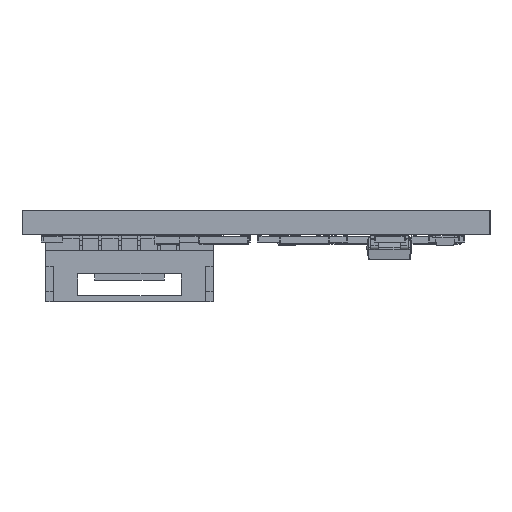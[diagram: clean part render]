
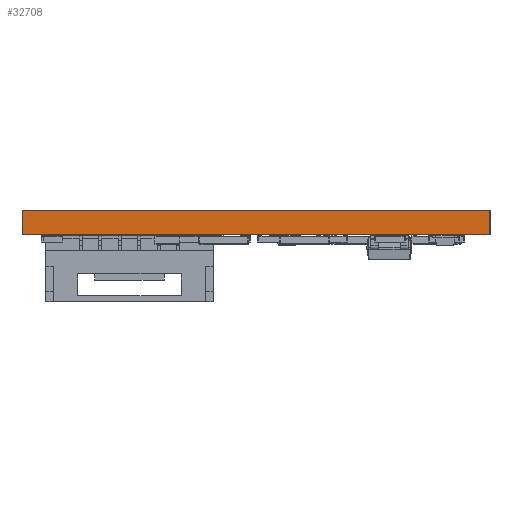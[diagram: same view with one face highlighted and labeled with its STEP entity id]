
A CAD part, left-side view. The second image highlights one B-rep face of the part: STEP entity #32708.
In plain terms, the highlighted planar face has unit normal (-1, 0, 0).
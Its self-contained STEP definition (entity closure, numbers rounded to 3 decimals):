
#32708 = ADVANCED_FACE('',(#32709),#32723,.T.);
#32709 = FACE_BOUND('',#32710,.T.);
#32710 = EDGE_LOOP('',(#32711,#32746,#32774,#32802));
#32711 = ORIENTED_EDGE('',*,*,#32712,.T.);
#32712 = EDGE_CURVE('',#32713,#32715,#32717,.T.);
#32713 = VERTEX_POINT('',#32714);
#32714 = CARTESIAN_POINT('',(0.,-0.,0.));
#32715 = VERTEX_POINT('',#32716);
#32716 = CARTESIAN_POINT('',(0.,0.,1.6));
#32717 = SURFACE_CURVE('',#32718,(#32722,#32734),.PCURVE_S1.);
#32718 = LINE('',#32719,#32720);
#32719 = CARTESIAN_POINT('',(0.,-0.,0.));
#32720 = VECTOR('',#32721,1.);
#32721 = DIRECTION('',(0.,0.,1.));
#32722 = PCURVE('',#32723,#32728);
#32723 = PLANE('',#32724);
#32724 = AXIS2_PLACEMENT_3D('',#32725,#32726,#32727);
#32725 = CARTESIAN_POINT('',(0.,0.,0.));
#32726 = DIRECTION('',(-1.,0.,0.));
#32727 = DIRECTION('',(0.,1.,0.));
#32728 = DEFINITIONAL_REPRESENTATION('',(#32729),#32733);
#32729 = LINE('',#32730,#32731);
#32730 = CARTESIAN_POINT('',(0.,0.));
#32731 = VECTOR('',#32732,1.);
#32732 = DIRECTION('',(0.,-1.));
#32733 = ( GEOMETRIC_REPRESENTATION_CONTEXT(2) 
PARAMETRIC_REPRESENTATION_CONTEXT() REPRESENTATION_CONTEXT('2D SPACE',''
  ) );
#32734 = PCURVE('',#32735,#32740);
#32735 = PLANE('',#32736);
#32736 = AXIS2_PLACEMENT_3D('',#32737,#32738,#32739);
#32737 = CARTESIAN_POINT('',(45.,0.,0.));
#32738 = DIRECTION('',(0.,-1.,0.));
#32739 = DIRECTION('',(-1.,0.,0.));
#32740 = DEFINITIONAL_REPRESENTATION('',(#32741),#32745);
#32741 = LINE('',#32742,#32743);
#32742 = CARTESIAN_POINT('',(45.,0.));
#32743 = VECTOR('',#32744,1.);
#32744 = DIRECTION('',(0.,-1.));
#32745 = ( GEOMETRIC_REPRESENTATION_CONTEXT(2) 
PARAMETRIC_REPRESENTATION_CONTEXT() REPRESENTATION_CONTEXT('2D SPACE',''
  ) );
#32746 = ORIENTED_EDGE('',*,*,#32747,.T.);
#32747 = EDGE_CURVE('',#32715,#32748,#32750,.T.);
#32748 = VERTEX_POINT('',#32749);
#32749 = CARTESIAN_POINT('',(0.,30.,1.6));
#32750 = SURFACE_CURVE('',#32751,(#32755,#32762),.PCURVE_S1.);
#32751 = LINE('',#32752,#32753);
#32752 = CARTESIAN_POINT('',(0.,0.,1.6));
#32753 = VECTOR('',#32754,1.);
#32754 = DIRECTION('',(0.,1.,0.));
#32755 = PCURVE('',#32723,#32756);
#32756 = DEFINITIONAL_REPRESENTATION('',(#32757),#32761);
#32757 = LINE('',#32758,#32759);
#32758 = CARTESIAN_POINT('',(0.,-1.6));
#32759 = VECTOR('',#32760,1.);
#32760 = DIRECTION('',(1.,0.));
#32761 = ( GEOMETRIC_REPRESENTATION_CONTEXT(2) 
PARAMETRIC_REPRESENTATION_CONTEXT() REPRESENTATION_CONTEXT('2D SPACE',''
  ) );
#32762 = PCURVE('',#32763,#32768);
#32763 = PLANE('',#32764);
#32764 = AXIS2_PLACEMENT_3D('',#32765,#32766,#32767);
#32765 = CARTESIAN_POINT('',(22.5,15.,1.6));
#32766 = DIRECTION('',(-0.,-0.,-1.));
#32767 = DIRECTION('',(-1.,0.,0.));
#32768 = DEFINITIONAL_REPRESENTATION('',(#32769),#32773);
#32769 = LINE('',#32770,#32771);
#32770 = CARTESIAN_POINT('',(22.5,-15.));
#32771 = VECTOR('',#32772,1.);
#32772 = DIRECTION('',(0.,1.));
#32773 = ( GEOMETRIC_REPRESENTATION_CONTEXT(2) 
PARAMETRIC_REPRESENTATION_CONTEXT() REPRESENTATION_CONTEXT('2D SPACE',''
  ) );
#32774 = ORIENTED_EDGE('',*,*,#32775,.F.);
#32775 = EDGE_CURVE('',#32776,#32748,#32778,.T.);
#32776 = VERTEX_POINT('',#32777);
#32777 = CARTESIAN_POINT('',(0.,30.,0.));
#32778 = SURFACE_CURVE('',#32779,(#32783,#32790),.PCURVE_S1.);
#32779 = LINE('',#32780,#32781);
#32780 = CARTESIAN_POINT('',(0.,30.,0.));
#32781 = VECTOR('',#32782,1.);
#32782 = DIRECTION('',(0.,0.,1.));
#32783 = PCURVE('',#32723,#32784);
#32784 = DEFINITIONAL_REPRESENTATION('',(#32785),#32789);
#32785 = LINE('',#32786,#32787);
#32786 = CARTESIAN_POINT('',(30.,0.));
#32787 = VECTOR('',#32788,1.);
#32788 = DIRECTION('',(0.,-1.));
#32789 = ( GEOMETRIC_REPRESENTATION_CONTEXT(2) 
PARAMETRIC_REPRESENTATION_CONTEXT() REPRESENTATION_CONTEXT('2D SPACE',''
  ) );
#32790 = PCURVE('',#32791,#32796);
#32791 = PLANE('',#32792);
#32792 = AXIS2_PLACEMENT_3D('',#32793,#32794,#32795);
#32793 = CARTESIAN_POINT('',(0.,30.,0.));
#32794 = DIRECTION('',(0.,1.,0.));
#32795 = DIRECTION('',(1.,0.,0.));
#32796 = DEFINITIONAL_REPRESENTATION('',(#32797),#32801);
#32797 = LINE('',#32798,#32799);
#32798 = CARTESIAN_POINT('',(0.,0.));
#32799 = VECTOR('',#32800,1.);
#32800 = DIRECTION('',(0.,-1.));
#32801 = ( GEOMETRIC_REPRESENTATION_CONTEXT(2) 
PARAMETRIC_REPRESENTATION_CONTEXT() REPRESENTATION_CONTEXT('2D SPACE',''
  ) );
#32802 = ORIENTED_EDGE('',*,*,#32803,.F.);
#32803 = EDGE_CURVE('',#32713,#32776,#32804,.T.);
#32804 = SURFACE_CURVE('',#32805,(#32809,#32816),.PCURVE_S1.);
#32805 = LINE('',#32806,#32807);
#32806 = CARTESIAN_POINT('',(0.,-0.,0.));
#32807 = VECTOR('',#32808,1.);
#32808 = DIRECTION('',(0.,1.,0.));
#32809 = PCURVE('',#32723,#32810);
#32810 = DEFINITIONAL_REPRESENTATION('',(#32811),#32815);
#32811 = LINE('',#32812,#32813);
#32812 = CARTESIAN_POINT('',(0.,0.));
#32813 = VECTOR('',#32814,1.);
#32814 = DIRECTION('',(1.,0.));
#32815 = ( GEOMETRIC_REPRESENTATION_CONTEXT(2) 
PARAMETRIC_REPRESENTATION_CONTEXT() REPRESENTATION_CONTEXT('2D SPACE',''
  ) );
#32816 = PCURVE('',#32817,#32822);
#32817 = PLANE('',#32818);
#32818 = AXIS2_PLACEMENT_3D('',#32819,#32820,#32821);
#32819 = CARTESIAN_POINT('',(22.5,15.,0.));
#32820 = DIRECTION('',(-0.,-0.,-1.));
#32821 = DIRECTION('',(-1.,0.,0.));
#32822 = DEFINITIONAL_REPRESENTATION('',(#32823),#32827);
#32823 = LINE('',#32824,#32825);
#32824 = CARTESIAN_POINT('',(22.5,-15.));
#32825 = VECTOR('',#32826,1.);
#32826 = DIRECTION('',(0.,1.));
#32827 = ( GEOMETRIC_REPRESENTATION_CONTEXT(2) 
PARAMETRIC_REPRESENTATION_CONTEXT() REPRESENTATION_CONTEXT('2D SPACE',''
  ) );
